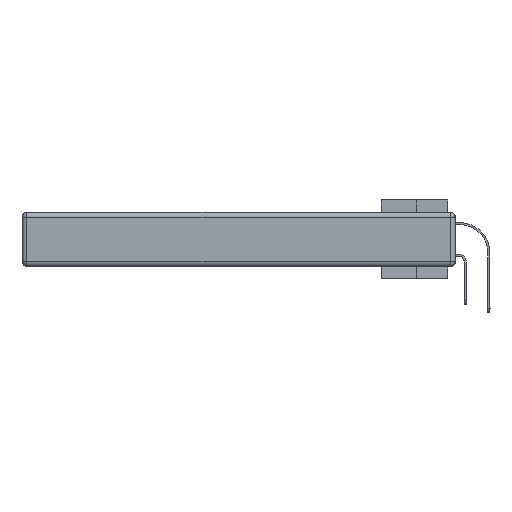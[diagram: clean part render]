
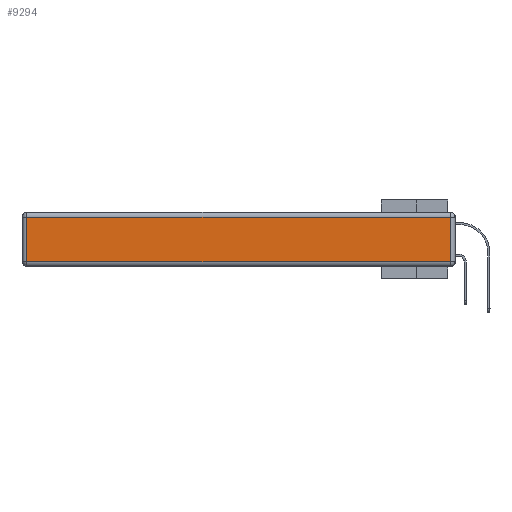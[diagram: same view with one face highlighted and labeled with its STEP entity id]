
A CAD part, left-side view. The second image highlights one B-rep face of the part: STEP entity #9294.
In plain terms, the highlighted planar face has unit normal (-1, 0, 0).
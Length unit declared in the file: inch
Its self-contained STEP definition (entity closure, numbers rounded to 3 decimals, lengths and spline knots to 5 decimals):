
#1012 = CARTESIAN_POINT ( 'NONE',  ( 0., 0.03, -0.03 ) ) ;
#1049 = DIRECTION ( 'NONE',  ( 0., 0., -1. ) ) ;
#2887 = EDGE_CURVE ( 'NONE', #15218, #25262, #15182, .T. ) ;
#6595 = DIRECTION ( 'NONE',  ( 0., 0., 1. ) ) ;
#6733 = ORIENTED_EDGE ( 'NONE', *, *, #18523, .T. ) ;
#8049 = CARTESIAN_POINT ( 'NONE',  ( 0., 2.75, -0.03 ) ) ;
#8090 = AXIS2_PLACEMENT_3D ( 'NONE', #18651, #18994, #21461 ) ;
#8248 = VERTEX_POINT ( 'NONE', #27584 ) ;
#9294 = ADVANCED_FACE ( 'NONE', ( #9880 ), #28666, .T. ) ;
#9880 = FACE_OUTER_BOUND ( 'NONE', #13232, .T. ) ;
#12436 = LINE ( 'NONE', #30883, #13448 ) ;
#13126 = CARTESIAN_POINT ( 'NONE',  ( 0., 2.72, -0.313 ) ) ;
#13232 = EDGE_LOOP ( 'NONE', ( #18421, #34503, #22159, #6733 ) ) ;
#13448 = VECTOR ( 'NONE', #1049, 39.37008 ) ;
#15182 = LINE ( 'NONE', #33630, #34471 ) ;
#15218 = VERTEX_POINT ( 'NONE', #26513 ) ;
#16229 = VECTOR ( 'NONE', #24187, 39.37008 ) ;
#18421 = ORIENTED_EDGE ( 'NONE', *, *, #32637, .T. ) ;
#18523 = EDGE_CURVE ( 'NONE', #8248, #26309, #12436, .T. ) ;
#18651 = CARTESIAN_POINT ( 'NONE',  ( 0., 0., -0.343 ) ) ;
#18994 = DIRECTION ( 'NONE',  ( -1., 0., 0. ) ) ;
#18995 = CARTESIAN_POINT ( 'NONE',  ( 0., 0., -0.313 ) ) ;
#21461 = DIRECTION ( 'NONE',  ( 0., 0., 1. ) ) ;
#22159 = ORIENTED_EDGE ( 'NONE', *, *, #26320, .T. ) ;
#24187 = DIRECTION ( 'NONE',  ( 0., 1., 0. ) ) ;
#25262 = VERTEX_POINT ( 'NONE', #1012 ) ;
#26309 = VERTEX_POINT ( 'NONE', #13126 ) ;
#26320 = EDGE_CURVE ( 'NONE', #25262, #8248, #29293, .T. ) ;
#26513 = CARTESIAN_POINT ( 'NONE',  ( 0., 0.03, -0.313 ) ) ;
#27584 = CARTESIAN_POINT ( 'NONE',  ( 0., 2.72, -0.03 ) ) ;
#28666 = PLANE ( 'NONE',  #8090 ) ;
#29293 = LINE ( 'NONE', #8049, #16229 ) ;
#30056 = LINE ( 'NONE', #18995, #34109 ) ;
#30883 = CARTESIAN_POINT ( 'NONE',  ( 0., 2.72, -0.343 ) ) ;
#32637 = EDGE_CURVE ( 'NONE', #26309, #15218, #30056, .T. ) ;
#33630 = CARTESIAN_POINT ( 'NONE',  ( 0., 0.03, -0.343 ) ) ;
#34109 = VECTOR ( 'NONE', #34634, 39.37008 ) ;
#34471 = VECTOR ( 'NONE', #6595, 39.37008 ) ;
#34503 = ORIENTED_EDGE ( 'NONE', *, *, #2887, .T. ) ;
#34634 = DIRECTION ( 'NONE',  ( 0., -1., 0. ) ) ;
